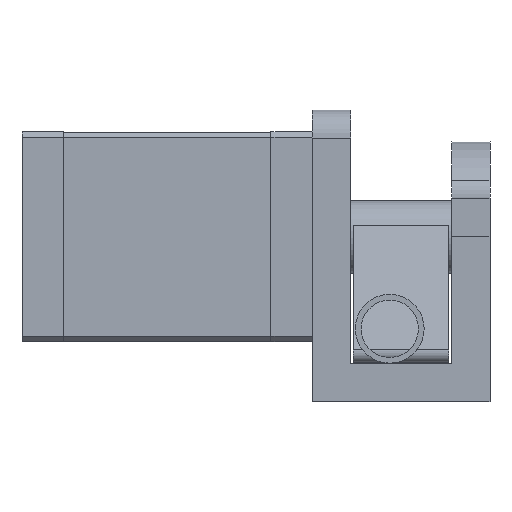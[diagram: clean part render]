
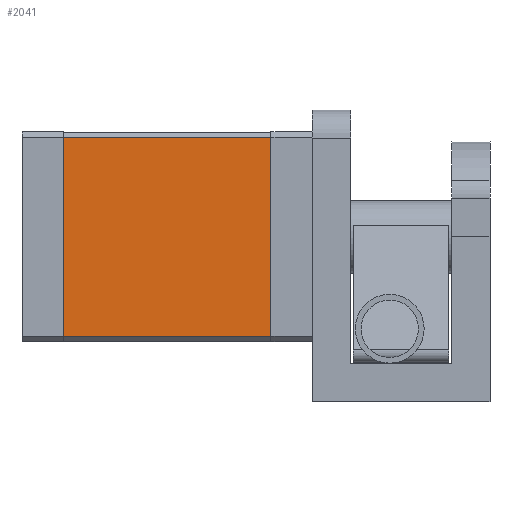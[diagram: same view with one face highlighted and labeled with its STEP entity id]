
A CAD part, front view. The second image highlights one B-rep face of the part: STEP entity #2041.
In plain terms, the highlighted planar face has unit normal (0, -1, 0).
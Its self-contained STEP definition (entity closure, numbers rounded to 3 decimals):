
#332=FACE_OUTER_BOUND('',#490,.T.);
#490=EDGE_LOOP('',(#1768,#1769,#1770,#1771));
#637=LINE('',#3443,#816);
#655=LINE('',#3479,#834);
#657=LINE('',#3483,#836);
#658=LINE('',#3484,#837);
#816=VECTOR('',#2851,10.);
#834=VECTOR('',#2881,10.);
#836=VECTOR('',#2885,10.);
#837=VECTOR('',#2886,10.);
#1018=VERTEX_POINT('',#3439);
#1020=VERTEX_POINT('',#3442);
#1032=VERTEX_POINT('',#3478);
#1033=VERTEX_POINT('',#3482);
#1267=EDGE_CURVE('',#1020,#1018,#637,.T.);
#1285=EDGE_CURVE('',#1020,#1032,#655,.T.);
#1287=EDGE_CURVE('',#1018,#1033,#657,.T.);
#1288=EDGE_CURVE('',#1033,#1032,#658,.T.);
#1768=ORIENTED_EDGE('',*,*,#1285,.F.);
#1769=ORIENTED_EDGE('',*,*,#1267,.T.);
#1770=ORIENTED_EDGE('',*,*,#1287,.T.);
#1771=ORIENTED_EDGE('',*,*,#1288,.T.);
#1921=PLANE('',#2320);
#2041=ADVANCED_FACE('',(#332),#1921,.F.);
#2320=AXIS2_PLACEMENT_3D('',#3481,#2883,#2884);
#2851=DIRECTION('',(0.,0.,-1.));
#2881=DIRECTION('',(1.,0.,0.));
#2883=DIRECTION('center_axis',(0.,1.,0.));
#2884=DIRECTION('ref_axis',(0.,0.,1.));
#2885=DIRECTION('',(1.,0.,0.));
#2886=DIRECTION('',(0.,0.,1.));
#3439=CARTESIAN_POINT('',(-65.167,-27.3,-25.967));
#3442=CARTESIAN_POINT('',(-65.167,-27.3,25.967));
#3443=CARTESIAN_POINT('',(-65.167,-27.3,25.967));
#3478=CARTESIAN_POINT('',(-10.833,-27.3,25.967));
#3479=CARTESIAN_POINT('',(-38.,-27.3,25.967));
#3481=CARTESIAN_POINT('Origin',(-38.,-27.3,-25.967));
#3482=CARTESIAN_POINT('',(-10.833,-27.3,-25.967));
#3483=CARTESIAN_POINT('',(-38.,-27.3,-25.967));
#3484=CARTESIAN_POINT('',(-10.833,-27.3,25.967));
